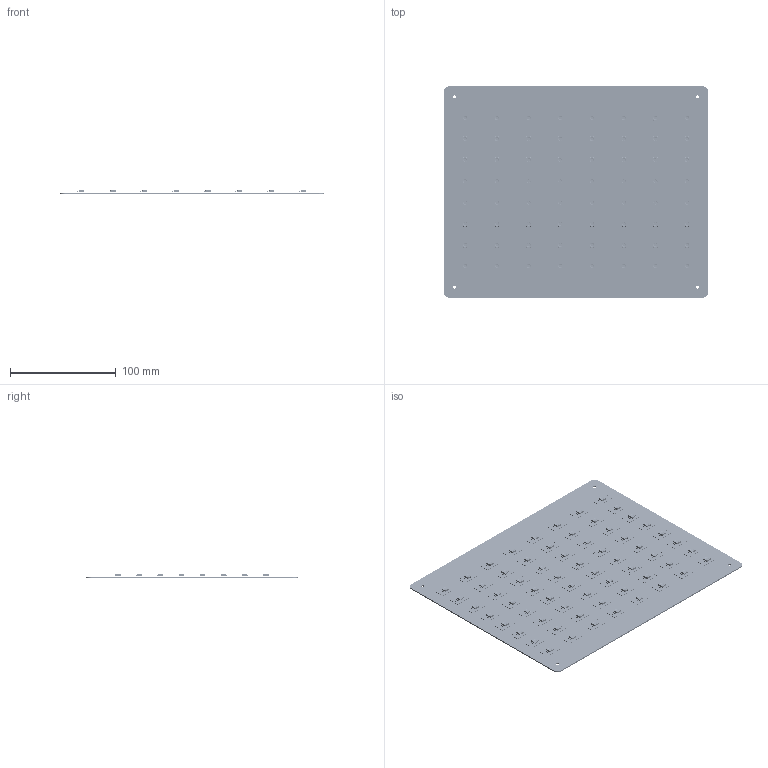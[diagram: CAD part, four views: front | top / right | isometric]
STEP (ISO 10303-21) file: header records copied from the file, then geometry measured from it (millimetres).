
FILE_DESCRIPTION(('PCB Model'),'2;1');
FILE_NAME('PCBLayout.STEP', '2021-06-24T16:22:24',('Abdallah Helal'),('Unspecified'), 'Open CASCADE STEP processor 6.8','Proteus','Unknown');
FILE_SCHEMA(('CONFIG_CONTROL_DESIGN','SHAPE_APPEARANCE_LAYER_MIM'));
Length unit declared in the file: millimetre
Products named in the file (145): Open CASCADE STEP translator 6.8 1; Layer_1; LED1; Open CASCADE STEP translator 6.8 1.2.1; Body_1; WS2812_RGB_LED_updated_v3:1; SOLID; COMPOUND; =>[0:1:1:7]; =>[0:1:1:8]; =>[0:1:1:9]; =>[0:1:1:10]; =>[0:1:1:11]; =>[0:1:1:12]; =>[0:1:1:13]; =>[0:1:1:14]; =>[0:1:1:15]; =>[0:1:1:16]; LED2; Open CASCADE STEP translator 6.8 1.3.1; LED3; Open CASCADE STEP translator 6.8 1.4.1; LED4; Open CASCADE STEP translator 6.8 1.5.1; LED5; Open CASCADE STEP translator 6.8 1.6.1; LED6; Open CASCADE STEP translator 6.8 1.7.1; LED7; Open CASCADE STEP translator 6.8 1.8.1; LED8; Open CASCADE STEP translator 6.8 1.9.1; LED17; Open CASCADE STEP translator 6.8 1.10.1; LED18; Open CASCADE STEP translator 6.8 1.11.1; LED19; Open CASCADE STEP translator 6.8 1.12.1; LED20; Open CASCADE STEP translator 6.8 1.13.1 ...
Assembly tree (207 placements, depth 6):
  Open CASCADE STEP translator 6.8 1
    Layer_1
    LED1
      Open CASCADE STEP translator 6.8 1.2.1
        Body_1
          WS2812_RGB_LED_updated_v3:1
            SOLID
            SOLID
          COMPOUND
            =>[0:1:1:7]
            =>[0:1:1:8]
            =>[0:1:1:9]
            =>[0:1:1:10]
            =>[0:1:1:11]
            =>[0:1:1:12]
            =>[0:1:1:13]
            =>[0:1:1:14]
            =>[0:1:1:15]
            =>[0:1:1:16]
    LED2
      Open CASCADE STEP translator 6.8 1.3.1
        Body_1
          WS2812_RGB_LED_updated_v3:1
            SOLID
            SOLID
          COMPOUND
            =>[0:1:1:7]
            =>[0:1:1:8]
            =>[0:1:1:9]
            =>[0:1:1:10]
            =>[0:1:1:11]
            =>[0:1:1:12]
            =>[0:1:1:13]
            =>[0:1:1:14]
            =>[0:1:1:15]
            =>[0:1:1:16]
    LED3
      Open CASCADE STEP translator 6.8 1.4.1
        Body_1
          WS2812_RGB_LED_updated_v3:1
            SOLID
            SOLID
          COMPOUND
            =>[0:1:1:7]
            =>[0:1:1:8]
            =>[0:1:1:9]
            =>[0:1:1:10]
            =>[0:1:1:11]
            =>[0:1:1:12]
            =>[0:1:1:13]
            =>[0:1:1:14]
            =>[0:1:1:15]
            =>[0:1:1:16]
    LED4
      Open CASCADE STEP translator 6.8 1.5.1
        Body_1
          WS2812_RGB_LED_updated_v3:1
            SOLID
            SOLID
          COMPOUND
Bounding box: 250 x 200 x 3.5 mm (x, y, z)
Volume: 69153.7 mm3; surface area: 133520.4 mm2
Topology: 769 solids, 769 shells, 56078 faces, 158820 edges, 106136 vertices
Faces by surface type: bspline 35328, plane 18502, cylinder 1992, cone 256
Entity records: 44200 total; most frequent: CARTESIAN_POINT 15067, ORIENTED_EDGE 5412, DIRECTION 2914, EDGE_CURVE 2706, VERTEX_POINT 1808, LINE 1492, VECTOR 1492, B_SPLINE_CURVE_WITH_KNOTS 1112
